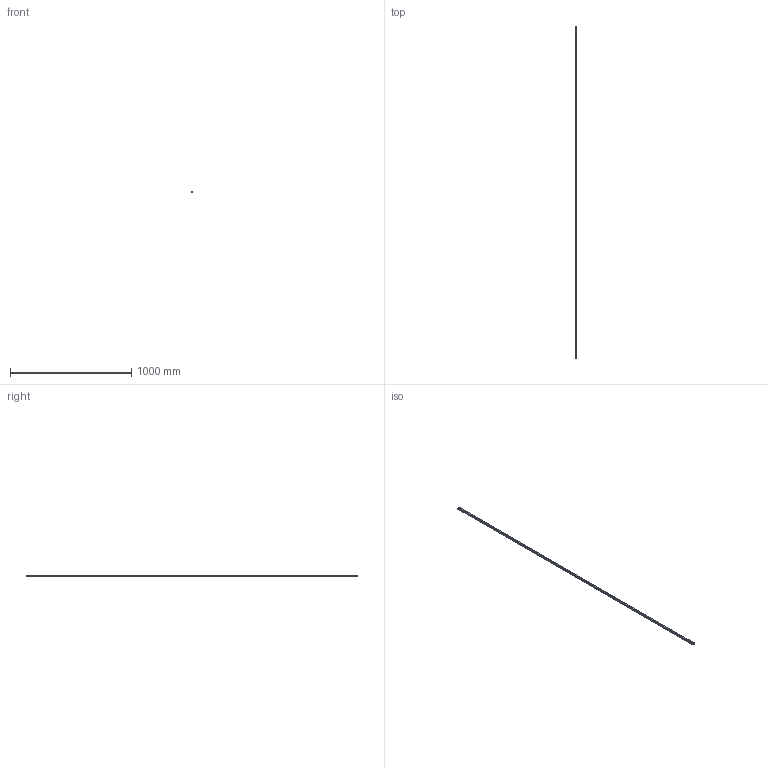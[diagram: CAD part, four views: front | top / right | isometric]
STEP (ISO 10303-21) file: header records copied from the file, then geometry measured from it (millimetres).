
FILE_DESCRIPTION(('STEP AP214'),'1');
FILE_NAME('cctmp_4688A3C9-310D-4325-87DC-E0D1BF96A1C1_2021_01_19_12_02_55_0507..stp','2021-01-19T11:02:55',('HIWIN GmbH'),('CADClick - www.CADClick.com'),'Spatial InterOp 3D',' ','unknown authorization');
FILE_SCHEMA(('AUTOMOTIVE_DESIGN'));
Length unit declared in the file: millimetre
Products named in the file (1): HGR15T2740C_FILE
Bounding box: 15 x 2740 x 15 mm (x, y, z)
Volume: 514289.5 mm3; surface area: 173870.8 mm2
Topology: 1 solids, 1 shells, 299 faces, 787 edges, 448 vertices
Faces by surface type: cylinder 118, cone 92, plane 89
Entity records: 10913 total; most frequent: DIRECTION 1531, CARTESIAN_POINT 1443, ORIENTED_EDGE 1390, EDGE_CURVE 695, AXIS2_PLACEMENT_3D 536, LINE 459, VECTOR 459, VERTEX_POINT 448
